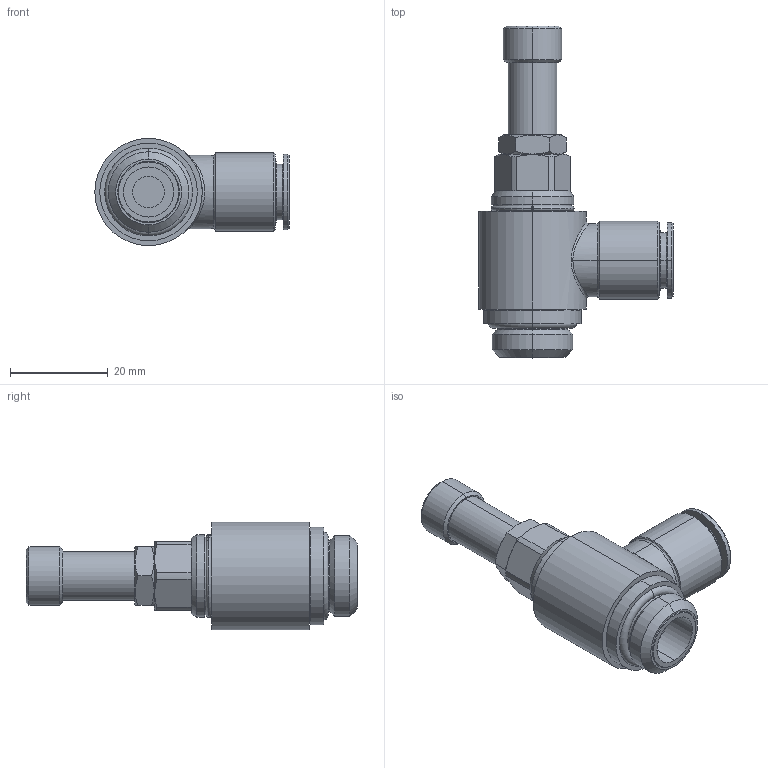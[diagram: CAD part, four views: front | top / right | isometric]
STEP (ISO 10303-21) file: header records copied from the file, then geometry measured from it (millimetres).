
FILE_DESCRIPTION (( 'STEP AP203' ), '1' );
FILE_NAME ('04310V53.STEP', '2010-04-30T14:03:16', ( '' ), ( 'sopra-pneumatic' ), 'SwSTEP 2.0', 'SolidWorks 2009', '' );
FILE_SCHEMA (( 'CONFIG_CONTROL_DESIGN' ));
Length unit declared in the file: millimetre
Products named in the file (1): 04310V53
Bounding box: 39.8 x 68 x 22 mm (x, y, z)
Volume: 15775.8 mm3; surface area: 6512.6 mm2
Topology: 2 solids, 4 shells, 124 faces, 257 edges, 156 vertices
Faces by surface type: cylinder 43, plane 39, cone 34, torus 6, bspline 2
Entity records: 4703 total; most frequent: CARTESIAN_POINT 1970, DIRECTION 593, ORIENTED_EDGE 514, EDGE_CURVE 257, AXIS2_PLACEMENT_3D 250, VERTEX_POINT 156, EDGE_LOOP 139, CIRCLE 127
